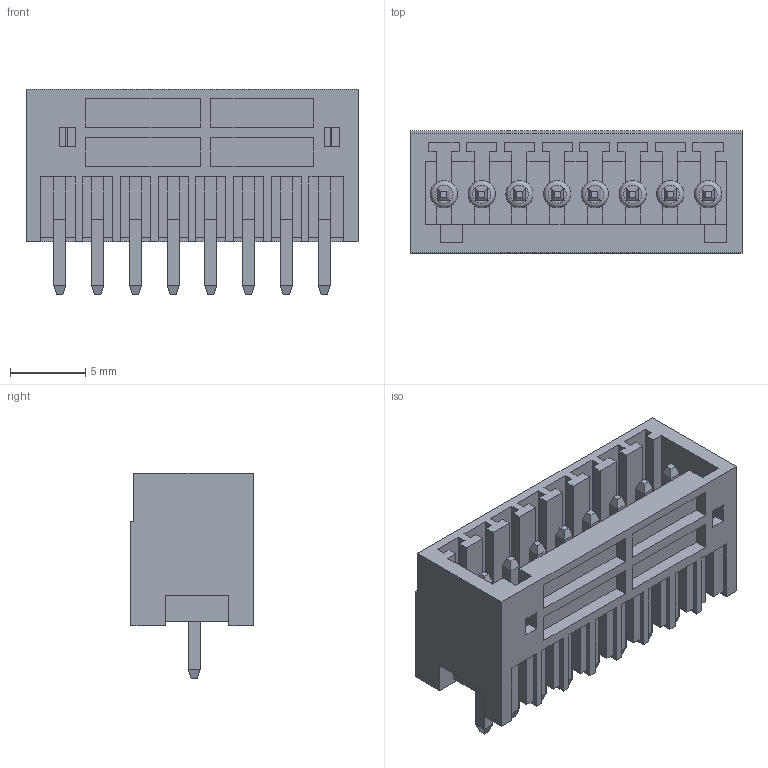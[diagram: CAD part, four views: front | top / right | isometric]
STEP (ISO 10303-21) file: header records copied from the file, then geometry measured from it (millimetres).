
FILE_DESCRIPTION(/* description */ ('Unknown'),/* implementation_level */ '2;1');
FILE_NAME(/* name */ '691382000008',/* time_stamp */ '2016-03-29T17:09:44+02:00',/* author */ ('Unknown'),/* organization */ ('Unknown'),/* preprocessor_version */ 'ST-DEVELOPER v16',/* originating_system */ 'DEX',/* authorisation */ $);
FILE_SCHEMA (('AUTOMOTIVE_DESIGN {1 0 10303 214 3 1 1}'));
Length unit declared in the file: millimetre
Products named in the file (3): 6913820000xx; 691382000008; 6913820000xx_PIN
Assembly tree (9 placements, depth 2):
  6913820000xx
    691382000008
    6913820000xx_PIN  x8
Bounding box: 22 x 8.1 x 13.6 mm (x, y, z)
Volume: 879.4 mm3; surface area: 2538.7 mm2
Topology: 9 solids, 9 shells, 572 faces, 1521 edges, 980 vertices
Faces by surface type: plane 556, cylinder 8, torus 8
Full cylindrical faces by diameter (mm): 1.8 x8
Entity records: 14909 total; most frequent: CARTESIAN_POINT 2645, ORIENTED_EDGE 2602, DIRECTION 2317, EDGE_CURVE 1301, LINE 1253, VECTOR 1253, VERTEX_POINT 860, AXIS2_PLACEMENT_3D 532
